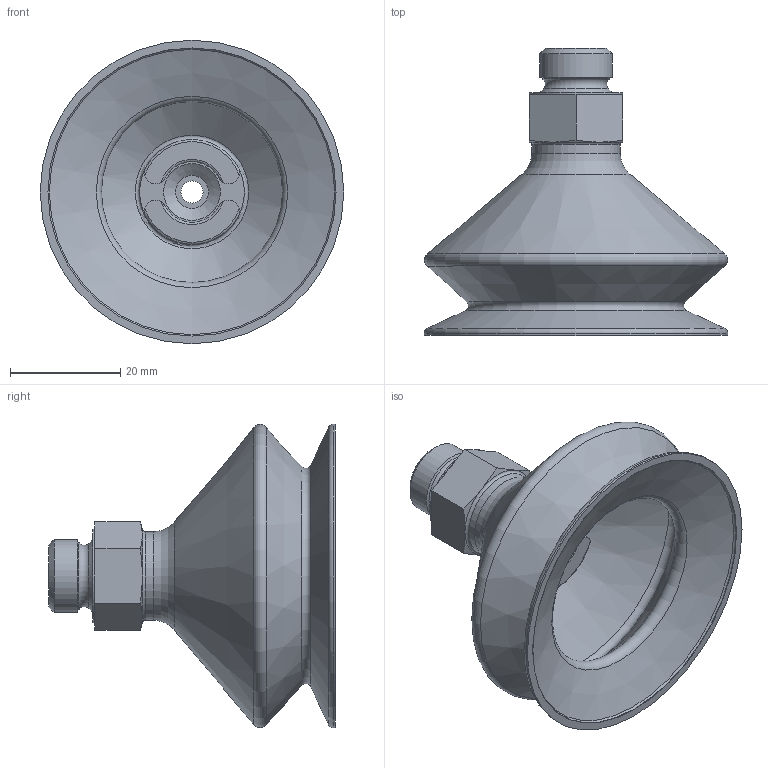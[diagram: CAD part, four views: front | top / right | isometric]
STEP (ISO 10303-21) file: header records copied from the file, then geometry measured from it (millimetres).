
FILE_DESCRIPTION(/* description */ ('STEP AP214'),/* implementation_level */ '2;1');
FILE_NAME(/* name */ '1373812_VASB-55-1_4-SI-B',/* time_stamp */ '2024-09-16T08:43:03+02:00',/* author */ ('License CC BY-ND 4.0'),/* organization */ ('CADENAS'),/* preprocessor_version */ 'ST-DEVELOPER v19.3',/* originating_system */ 'PARTsolutions',/* authorisation */ ' ');
FILE_SCHEMA (('AUTOMOTIVE_DESIGN {1 0 10303 214 3 1 1}'));
Length unit declared in the file: millimetre
Products named in the file (1): 1373812 VASB-55-1/4-SI-B
Bounding box: 55 x 52 x 55 mm (x, y, z)
Volume: 20617.1 mm3; surface area: 13470.2 mm2
Topology: 1 solids, 1 shells, 66 faces, 147 edges, 86 vertices
Faces by surface type: plane 19, cylinder 17, cone 16, torus 14
Full cylindrical faces by diameter (mm): 4 x1, 6 x1, 13.157 x1, 16 x1, 17 x1, 52.2 x1, 55 x1
Entity records: 2150 total; most frequent: CARTESIAN_POINT 327, DIRECTION 296, ORIENTED_EDGE 232, AXIS2_PLACEMENT_3D 133, EDGE_CURVE 116, EDGE_LOOP 98, FACE_BOUND 98, VERTEX_POINT 82
